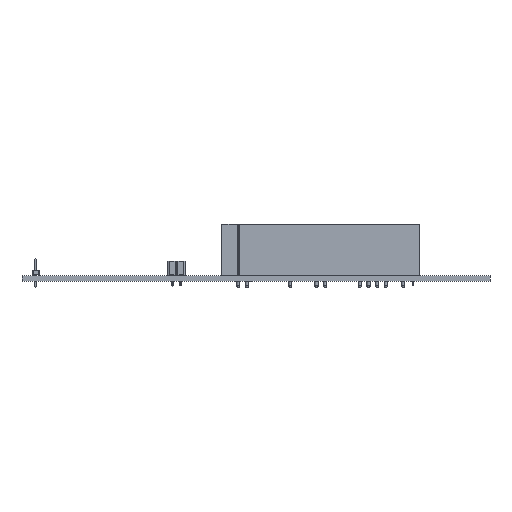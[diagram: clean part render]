
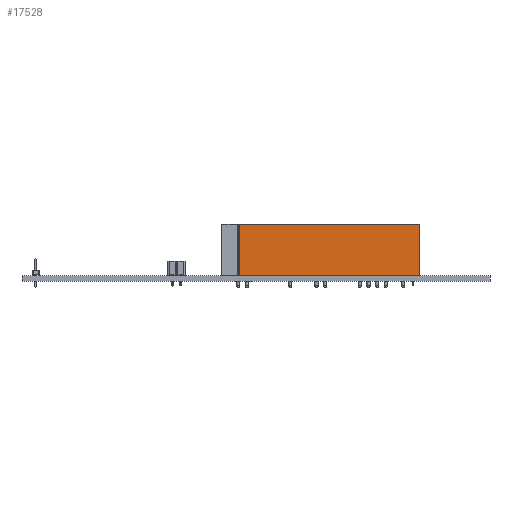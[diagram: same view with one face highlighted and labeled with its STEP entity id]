
A CAD part, left-side view. The second image highlights one B-rep face of the part: STEP entity #17528.
In plain terms, the highlighted planar face has unit normal (-1, 0, 0).
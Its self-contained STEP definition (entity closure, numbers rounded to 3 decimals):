
#17503 = VERTEX_POINT('',#17504);
#17504 = CARTESIAN_POINT('',(-4.572,-53.086,0.));
#17510 = EDGE_CURVE('',#17503,#17511,#17513,.T.);
#17511 = VERTEX_POINT('',#17512);
#17512 = CARTESIAN_POINT('',(-4.572,-53.086,15.));
#17513 = LINE('',#17514,#17515);
#17514 = CARTESIAN_POINT('',(-4.572,-53.086,0.));
#17515 = VECTOR('',#17516,1.);
#17516 = DIRECTION('',(0.,0.,1.));
#17528 = ADVANCED_FACE('',(#17529),#17554,.F.);
#17529 = FACE_BOUND('',#17530,.F.);
#17530 = EDGE_LOOP('',(#17531,#17532,#17540,#17548));
#17531 = ORIENTED_EDGE('',*,*,#17510,.F.);
#17532 = ORIENTED_EDGE('',*,*,#17533,.F.);
#17533 = EDGE_CURVE('',#17534,#17503,#17536,.T.);
#17534 = VERTEX_POINT('',#17535);
#17535 = CARTESIAN_POINT('',(-4.572,-0.356,0.));
#17536 = LINE('',#17537,#17538);
#17537 = CARTESIAN_POINT('',(-4.572,4.826,0.));
#17538 = VECTOR('',#17539,1.);
#17539 = DIRECTION('',(0.,-1.,0.));
#17540 = ORIENTED_EDGE('',*,*,#17541,.T.);
#17541 = EDGE_CURVE('',#17534,#17542,#17544,.T.);
#17542 = VERTEX_POINT('',#17543);
#17543 = CARTESIAN_POINT('',(-4.572,-0.356,15.));
#17544 = LINE('',#17545,#17546);
#17545 = CARTESIAN_POINT('',(-4.572,-0.356,0.));
#17546 = VECTOR('',#17547,1.);
#17547 = DIRECTION('',(0.,0.,1.));
#17548 = ORIENTED_EDGE('',*,*,#17549,.T.);
#17549 = EDGE_CURVE('',#17542,#17511,#17550,.T.);
#17550 = LINE('',#17551,#17552);
#17551 = CARTESIAN_POINT('',(-4.572,4.826,15.));
#17552 = VECTOR('',#17553,1.);
#17553 = DIRECTION('',(0.,-1.,0.));
#17554 = PLANE('',#17555);
#17555 = AXIS2_PLACEMENT_3D('',#17556,#17557,#17558);
#17556 = CARTESIAN_POINT('',(-4.572,-0.356,0.));
#17557 = DIRECTION('',(1.,0.,0.));
#17558 = DIRECTION('',(0.,-1.,0.));
